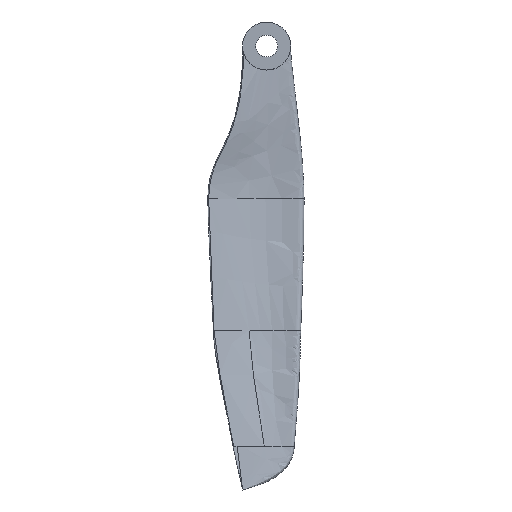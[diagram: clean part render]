
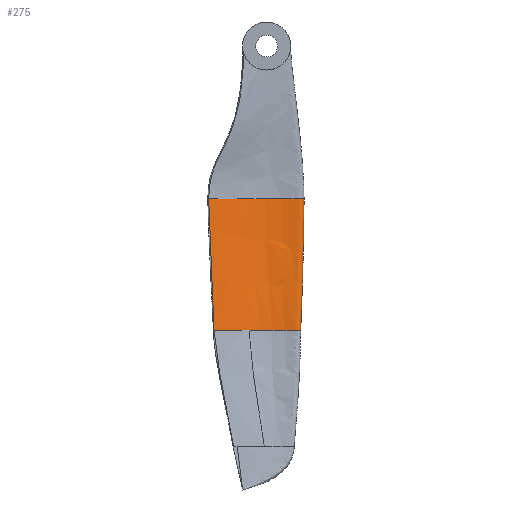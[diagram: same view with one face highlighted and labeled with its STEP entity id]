
A CAD part, front view. The second image highlights one B-rep face of the part: STEP entity #275.
In plain terms, the highlighted free-form (B-spline) face has degree [3, 3] with [21, 4] control points.
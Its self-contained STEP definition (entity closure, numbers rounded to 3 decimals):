
#29=B_SPLINE_CURVE_WITH_KNOTS('',3,(#964,#965,#966,#967),.UNSPECIFIED.,
 .F.,.F.,(4,4),(0.,1.),.UNSPECIFIED.);
#30=B_SPLINE_CURVE_WITH_KNOTS('',3,(#974,#975,#976,#977),.UNSPECIFIED.,
 .F.,.F.,(4,4),(0.,1.),.UNSPECIFIED.);
#37=B_SPLINE_SURFACE_WITH_KNOTS('',3,3,((#978,#979,#980,#981),(#982,#983,
#984,#985),(#986,#987,#988,#989),(#990,#991,#992,#993),(#994,#995,#996,
#997),(#998,#999,#1000,#1001),(#1002,#1003,#1004,#1005),(#1006,#1007,#1008,
#1009),(#1010,#1011,#1012,#1013),(#1014,#1015,#1016,#1017),(#1018,#1019,
#1020,#1021),(#1022,#1023,#1024,#1025),(#1026,#1027,#1028,#1029),(#1030,
#1031,#1032,#1033),(#1034,#1035,#1036,#1037),(#1038,#1039,#1040,#1041),
(#1042,#1043,#1044,#1045),(#1046,#1047,#1048,#1049),(#1050,#1051,#1052,
#1053),(#1054,#1055,#1056,#1057),(#1058,#1059,#1060,#1061)),
 .UNSPECIFIED.,.F.,.F.,.F.,(4,1,1,1,2,1,1,1,2,1,1,1,1,1,1,1,4),(4,4),(0.,
0.081,0.162,0.242,0.323,
0.455,0.586,0.718,0.85,
0.869,0.887,0.906,0.925,
0.944,0.962,0.981,1.),
(0.,1.),.UNSPECIFIED.);
#49=FACE_OUTER_BOUND('',#63,.T.);
#63=EDGE_LOOP('',(#230,#231,#232,#233,#234,#235,#236,#237));
#72=LINE('',#891,#84);
#74=LINE('',#1063,#86);
#84=VECTOR('',#347,1000.);
#86=VECTOR('',#357,1000.);
#99=CIRCLE('',#306,25.);
#100=CIRCLE('',#307,1.25);
#103=CIRCLE('',#310,18.);
#104=CIRCLE('',#311,1.);
#122=VERTEX_POINT('',#791);
#125=VERTEX_POINT('',#800);
#126=VERTEX_POINT('',#890);
#127=VERTEX_POINT('',#892);
#128=VERTEX_POINT('',#963);
#131=VERTEX_POINT('',#972);
#132=VERTEX_POINT('',#1062);
#133=VERTEX_POINT('',#1064);
#162=EDGE_CURVE('',#125,#126,#72,.T.);
#163=EDGE_CURVE('',#126,#127,#99,.T.);
#164=EDGE_CURVE('',#127,#122,#100,.T.);
#165=EDGE_CURVE('',#128,#122,#29,.T.);
#169=EDGE_CURVE('',#125,#131,#30,.T.);
#170=EDGE_CURVE('',#131,#132,#74,.T.);
#171=EDGE_CURVE('',#132,#133,#103,.T.);
#172=EDGE_CURVE('',#133,#128,#104,.T.);
#230=ORIENTED_EDGE('',*,*,#162,.F.);
#231=ORIENTED_EDGE('',*,*,#169,.T.);
#232=ORIENTED_EDGE('',*,*,#170,.T.);
#233=ORIENTED_EDGE('',*,*,#171,.T.);
#234=ORIENTED_EDGE('',*,*,#172,.T.);
#235=ORIENTED_EDGE('',*,*,#165,.T.);
#236=ORIENTED_EDGE('',*,*,#164,.F.);
#237=ORIENTED_EDGE('',*,*,#163,.F.);
#275=ADVANCED_FACE('',(#49),#37,.F.);
#306=AXIS2_PLACEMENT_3D('',#893,#348,#349);
#307=AXIS2_PLACEMENT_3D('',#894,#350,#351);
#310=AXIS2_PLACEMENT_3D('',#1065,#358,#359);
#311=AXIS2_PLACEMENT_3D('',#1066,#360,#361);
#347=DIRECTION('',(0.871,0.491,0.));
#348=DIRECTION('center_axis',(0.,0.,-1.));
#349=DIRECTION('ref_axis',(1.,0.,0.));
#350=DIRECTION('center_axis',(0.,0.,1.));
#351=DIRECTION('ref_axis',(1.,0.,0.));
#357=DIRECTION('',(0.914,0.405,0.));
#358=DIRECTION('center_axis',(0.,0.,-1.));
#359=DIRECTION('ref_axis',(1.,0.,0.));
#360=DIRECTION('center_axis',(0.,0.,1.));
#361=DIRECTION('ref_axis',(1.,0.,0.));
#791=CARTESIAN_POINT('',(7.312,5.5,-35.));
#800=CARTESIAN_POINT('',(-13.269,-3.492,-35.));
#890=CARTESIAN_POINT('',(-7.269,-0.114,-35.));
#891=CARTESIAN_POINT('',(-7.269,-0.114,-35.));
#892=CARTESIAN_POINT('',(7.202,3.005,-35.));
#893=CARTESIAN_POINT('Origin',(4.997,-21.898,-35.));
#894=CARTESIAN_POINT('Origin',(7.312,4.25,-35.));
#963=CARTESIAN_POINT('',(6.812,3.25,-65.));
#964=CARTESIAN_POINT('Ctrl Pts',(6.813,3.25,-65.));
#965=CARTESIAN_POINT('Ctrl Pts',(7.062,4.375,-55.015));
#966=CARTESIAN_POINT('Ctrl Pts',(7.312,5.5,-45.029));
#967=CARTESIAN_POINT('Ctrl Pts',(7.312,5.5,-35.));
#972=CARTESIAN_POINT('',(-12.043,-3.495,-65.));
#974=CARTESIAN_POINT('Ctrl Pts',(-13.269,-3.492,-35.));
#975=CARTESIAN_POINT('Ctrl Pts',(-13.269,-3.492,-40.004));
#976=CARTESIAN_POINT('Ctrl Pts',(-12.656,-3.494,-52.502));
#977=CARTESIAN_POINT('Ctrl Pts',(-12.043,-3.495,-65.));
#978=CARTESIAN_POINT('Ctrl Pts',(-13.271,-3.493,-35.));
#979=CARTESIAN_POINT('Ctrl Pts',(-13.271,-3.493,-40.006));
#980=CARTESIAN_POINT('Ctrl Pts',(-12.657,-3.495,-52.513));
#981=CARTESIAN_POINT('Ctrl Pts',(-12.044,-3.496,-65.016));
#982=CARTESIAN_POINT('Ctrl Pts',(-12.729,-3.188,-35.));
#983=CARTESIAN_POINT('Ctrl Pts',(-12.729,-3.188,-40.222));
#984=CARTESIAN_POINT('Ctrl Pts',(-12.072,-3.203,-52.621));
#985=CARTESIAN_POINT('Ctrl Pts',(-11.415,-3.218,-65.016));
#986=CARTESIAN_POINT('Ctrl Pts',(-11.741,-2.632,-35.));
#987=CARTESIAN_POINT('Ctrl Pts',(-11.741,-2.632,-40.655));
#988=CARTESIAN_POINT('Ctrl Pts',(-10.906,-2.627,-52.837));
#989=CARTESIAN_POINT('Ctrl Pts',(-10.072,-2.623,-65.016));
#990=CARTESIAN_POINT('Ctrl Pts',(-10.342,-1.844,-35.));
#991=CARTESIAN_POINT('Ctrl Pts',(-10.342,-1.844,-41.305));
#992=CARTESIAN_POINT('Ctrl Pts',(-9.126,-1.755,-53.161));
#993=CARTESIAN_POINT('Ctrl Pts',(-7.91,-1.666,-65.016));
#994=CARTESIAN_POINT('Ctrl Pts',(-8.917,-1.042,-35.));
#995=CARTESIAN_POINT('Ctrl Pts',(-8.917,-1.042,-41.944));
#996=CARTESIAN_POINT('Ctrl Pts',(-7.375,-0.894,-53.481));
#997=CARTESIAN_POINT('Ctrl Pts',(-5.834,-0.747,-65.015));
#998=CARTESIAN_POINT('Ctrl Pts',(-7.874,-0.454,-35.));
#999=CARTESIAN_POINT('Ctrl Pts',(-7.874,-0.454,-42.351));
#1000=CARTESIAN_POINT('Ctrl Pts',(-6.242,-0.33,
-53.684));
#1001=CARTESIAN_POINT('Ctrl Pts',(-4.61,-0.205,
-65.015));
#1002=CARTESIAN_POINT('Ctrl Pts',(-6.283,0.442,-35.));
#1003=CARTESIAN_POINT('Ctrl Pts',(-6.283,0.442,-42.866));
#1004=CARTESIAN_POINT('Ctrl Pts',(-4.697,0.45,-53.941));
#1005=CARTESIAN_POINT('Ctrl Pts',(-3.112,0.458,-65.015));
#1006=CARTESIAN_POINT('Ctrl Pts',(-4.141,1.471,-35.));
#1007=CARTESIAN_POINT('Ctrl Pts',(-4.141,1.471,-43.467));
#1008=CARTESIAN_POINT('Ctrl Pts',(-2.727,1.271,-54.241));
#1009=CARTESIAN_POINT('Ctrl Pts',(-1.314,1.071,-65.014));
#1010=CARTESIAN_POINT('Ctrl Pts',(-0.486,2.598,-35.));
#1011=CARTESIAN_POINT('Ctrl Pts',(-0.486,2.598,-44.222));
#1012=CARTESIAN_POINT('Ctrl Pts',(0.416,2.073,-54.618));
#1013=CARTESIAN_POINT('Ctrl Pts',(1.318,1.548,-65.014));
#1014=CARTESIAN_POINT('Ctrl Pts',(3.409,3.154,-35.));
#1015=CARTESIAN_POINT('Ctrl Pts',(3.409,3.154,-44.777));
#1016=CARTESIAN_POINT('Ctrl Pts',(3.675,2.396,-54.895));
#1017=CARTESIAN_POINT('Ctrl Pts',(3.941,1.637,-65.013));
#1018=CARTESIAN_POINT('Ctrl Pts',(5.971,3.114,-35.));
#1019=CARTESIAN_POINT('Ctrl Pts',(5.971,3.114,-44.976));
#1020=CARTESIAN_POINT('Ctrl Pts',(5.844,2.277,-54.995));
#1021=CARTESIAN_POINT('Ctrl Pts',(5.718,1.44,-65.013));
#1022=CARTESIAN_POINT('Ctrl Pts',(7.378,2.989,-35.));
#1023=CARTESIAN_POINT('Ctrl Pts',(7.378,2.989,-45.03));
#1024=CARTESIAN_POINT('Ctrl Pts',(7.066,2.115,-55.021));
#1025=CARTESIAN_POINT('Ctrl Pts',(6.754,1.242,-65.013));
#1026=CARTESIAN_POINT('Ctrl Pts',(7.739,3.033,-35.));
#1027=CARTESIAN_POINT('Ctrl Pts',(7.739,3.033,-45.041));
#1028=CARTESIAN_POINT('Ctrl Pts',(7.38,2.139,-55.027));
#1029=CARTESIAN_POINT('Ctrl Pts',(7.021,1.246,-65.013));
#1030=CARTESIAN_POINT('Ctrl Pts',(8.208,3.323,-35.));
#1031=CARTESIAN_POINT('Ctrl Pts',(8.208,3.323,-45.053));
#1032=CARTESIAN_POINT('Ctrl Pts',(7.8,2.361,-55.033));
#1033=CARTESIAN_POINT('Ctrl Pts',(7.391,1.4,-65.013));
#1034=CARTESIAN_POINT('Ctrl Pts',(8.511,3.778,-35.));
#1035=CARTESIAN_POINT('Ctrl Pts',(8.511,3.778,-45.061));
#1036=CARTESIAN_POINT('Ctrl Pts',(8.092,2.735,-55.037));
#1037=CARTESIAN_POINT('Ctrl Pts',(7.673,1.692,-65.013));
#1038=CARTESIAN_POINT('Ctrl Pts',(8.597,4.309,-35.));
#1039=CARTESIAN_POINT('Ctrl Pts',(8.597,4.309,-45.063));
#1040=CARTESIAN_POINT('Ctrl Pts',(8.212,3.19,-55.038));
#1041=CARTESIAN_POINT('Ctrl Pts',(7.826,2.072,-65.013));
#1042=CARTESIAN_POINT('Ctrl Pts',(8.468,4.81,-35.));
#1043=CARTESIAN_POINT('Ctrl Pts',(8.468,4.81,-45.06));
#1044=CARTESIAN_POINT('Ctrl Pts',(8.139,3.651,-55.037));
#1045=CARTESIAN_POINT('Ctrl Pts',(7.81,2.493,-65.013));
#1046=CARTESIAN_POINT('Ctrl Pts',(8.163,5.209,-35.));
#1047=CARTESIAN_POINT('Ctrl Pts',(8.163,5.209,-45.053));
#1048=CARTESIAN_POINT('Ctrl Pts',(7.895,4.046,-55.033));
#1049=CARTESIAN_POINT('Ctrl Pts',(7.627,2.883,-65.013));
#1050=CARTESIAN_POINT('Ctrl Pts',(7.752,5.449,-35.));
#1051=CARTESIAN_POINT('Ctrl Pts',(7.752,5.449,-45.043));
#1052=CARTESIAN_POINT('Ctrl Pts',(7.514,4.311,-55.028));
#1053=CARTESIAN_POINT('Ctrl Pts',(7.276,3.174,-65.013));
#1054=CARTESIAN_POINT('Ctrl Pts',(7.45,5.501,-35.));
#1055=CARTESIAN_POINT('Ctrl Pts',(7.45,5.501,-45.037));
#1056=CARTESIAN_POINT('Ctrl Pts',(7.207,4.376,-55.025));
#1057=CARTESIAN_POINT('Ctrl Pts',(6.965,3.25,-65.013));
#1058=CARTESIAN_POINT('Ctrl Pts',(7.302,5.5,-35.));
#1059=CARTESIAN_POINT('Ctrl Pts',(7.302,5.5,-45.034));
#1060=CARTESIAN_POINT('Ctrl Pts',(7.052,4.374,-55.023));
#1061=CARTESIAN_POINT('Ctrl Pts',(6.801,3.248,-65.013));
#1062=CARTESIAN_POINT('',(-4.043,0.047,-65.));
#1063=CARTESIAN_POINT('',(-4.043,0.047,-65.));
#1064=CARTESIAN_POINT('',(6.625,1.268,-65.));
#1065=CARTESIAN_POINT('Origin',(3.245,-16.412,-65.));
#1066=CARTESIAN_POINT('Origin',(6.812,2.25,-65.));
